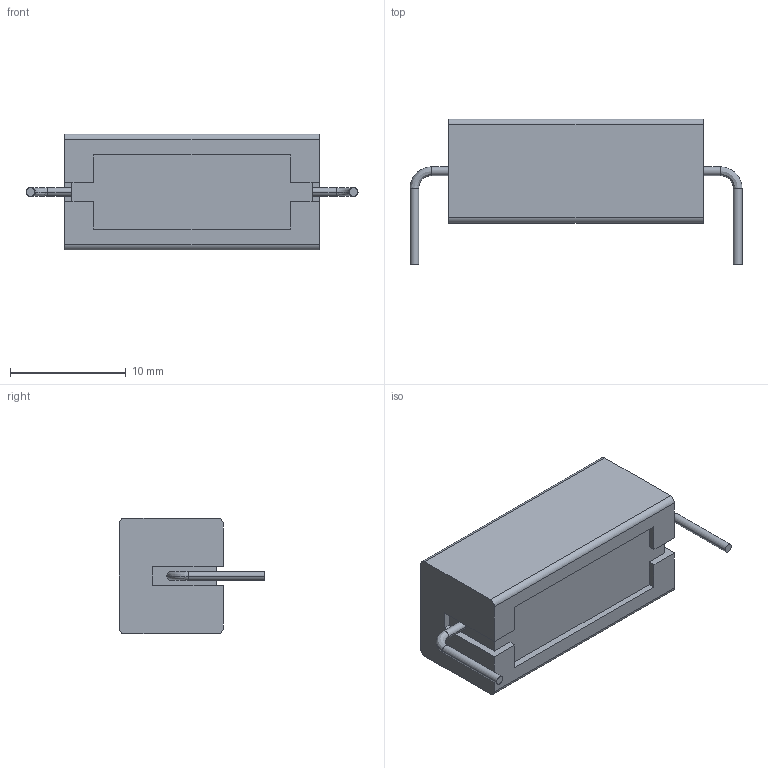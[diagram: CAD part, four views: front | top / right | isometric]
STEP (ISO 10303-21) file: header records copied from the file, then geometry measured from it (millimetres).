
FILE_DESCRIPTION (( 'STEP AP214' ), '1' );
FILE_NAME ('User Library-Cement Fixed Resistors 5W PCB Horizontal.STEP', '2015-08-19T14:14:22', ( 'Windows User' ), ( '' ), 'SwSTEP 2.0', 'SolidWorks 2015', '' );
FILE_SCHEMA (( 'AUTOMOTIVE_DESIGN' ));
Length unit declared in the file: millimetre
Products named in the file (1): User Library-Cement Fixed Resistors 5W PCB Horizontal
Bounding box: 28.69 x 12.6 x 10 mm (x, y, z)
Volume: 1904.3 mm3; surface area: 1092.4 mm2
Topology: 1 solids, 1 shells, 76 faces, 202 edges, 132 vertices
Faces by surface type: plane 47, bspline 17, cylinder 12
Entity records: 3322 total; most frequent: CARTESIAN_POINT 640, ORIENTED_EDGE 404, DIRECTION 324, EDGE_CURVE 202, LINE 148, VECTOR 148, VERTEX_POINT 132, AXIS2_PLACEMENT_3D 88
